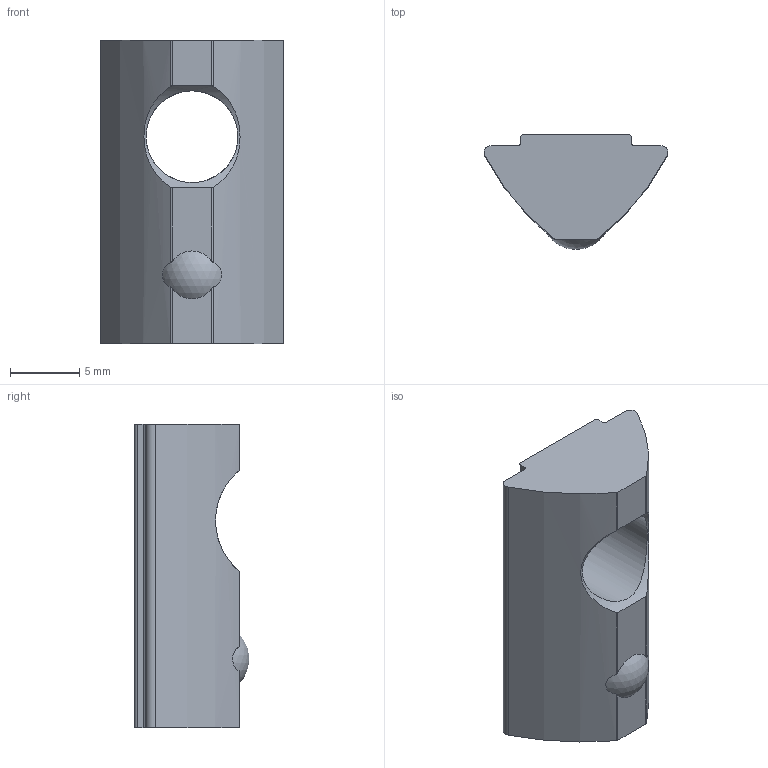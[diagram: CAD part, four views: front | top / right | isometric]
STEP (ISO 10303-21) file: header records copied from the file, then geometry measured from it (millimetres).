
FILE_DESCRIPTION(/* description */ ('Translator using VaultInventorServer'),/* implementation_level */ '2;1');
FILE_NAME(/* name */ 'CDDCU0000039_A.stp',/* time_stamp */ '2025-03-20T11:04:14+01:00',/* author */ ('srubbiani'),/* organization */ (''),/* preprocessor_version */ 'ST-DEVELOPER v18.1',/* originating_system */ 'Autodesk Inventor 2022',/* authorisation */ '');
FILE_SCHEMA (('AUTOMOTIVE_DESIGN { 1 0 10303 214 3 1 1 }'));
Length unit declared in the file: millimetre
Products named in the file (1): CDDCU0000039
Bounding box: 13.3 x 8.29 x 22 mm (x, y, z)
Volume: 1283.1 mm3; surface area: 964 mm2
Topology: 1 solids, 1 shells, 27 faces, 76 edges, 51 vertices
Faces by surface type: cylinder 16, plane 10, sphere 1
Full cylindrical faces by diameter (mm): 6.647 x1
Entity records: 1062 total; most frequent: CARTESIAN_POINT 317, ORIENTED_EDGE 152, DIRECTION 141, EDGE_CURVE 76, VERTEX_POINT 51, AXIS2_PLACEMENT_3D 51, LINE 39, VECTOR 39
